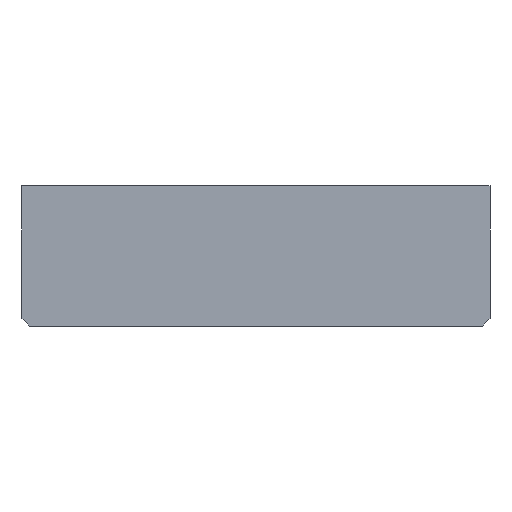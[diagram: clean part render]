
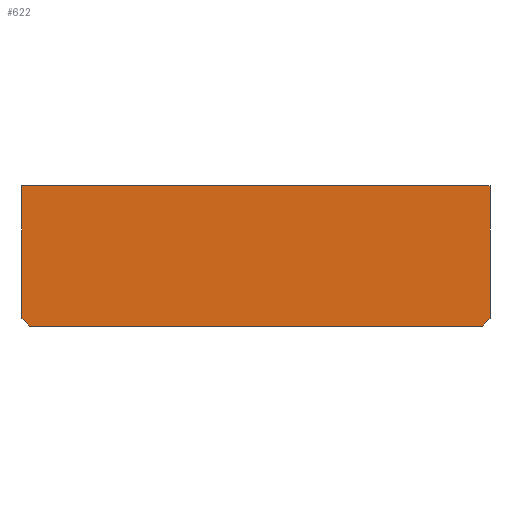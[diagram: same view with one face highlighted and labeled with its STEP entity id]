
A CAD part, front view. The second image highlights one B-rep face of the part: STEP entity #622.
In plain terms, the highlighted planar face has unit normal (0, -1, 0).
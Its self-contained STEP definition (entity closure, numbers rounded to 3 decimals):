
#40 = VERTEX_POINT('',#41);
#41 = CARTESIAN_POINT('',(14.514,84.615,-9.));
#47 = EDGE_CURVE('',#48,#40,#50,.T.);
#48 = VERTEX_POINT('',#49);
#49 = CARTESIAN_POINT('',(-14.486,84.615,-9.));
#50 = LINE('',#51,#52);
#51 = CARTESIAN_POINT('',(-14.986,84.615,-9.));
#52 = VECTOR('',#53,1.);
#53 = DIRECTION('',(1.,0.,0.));
#561 = EDGE_CURVE('',#562,#40,#564,.T.);
#562 = VERTEX_POINT('',#563);
#563 = CARTESIAN_POINT('',(15.014,84.615,-8.5));
#564 = LINE('',#565,#566);
#565 = CARTESIAN_POINT('',(9.514,84.615,-14.));
#566 = VECTOR('',#567,1.);
#567 = DIRECTION('',(-0.707,-0.,-0.707));
#622 = ADVANCED_FACE('',(#623),#657,.T.);
#623 = FACE_BOUND('',#624,.T.);
#624 = EDGE_LOOP('',(#625,#635,#641,#642,#643,#651));
#625 = ORIENTED_EDGE('',*,*,#626,.T.);
#626 = EDGE_CURVE('',#627,#629,#631,.T.);
#627 = VERTEX_POINT('',#628);
#628 = CARTESIAN_POINT('',(-14.986,84.615,0.));
#629 = VERTEX_POINT('',#630);
#630 = CARTESIAN_POINT('',(-14.986,84.615,-8.5));
#631 = LINE('',#632,#633);
#632 = CARTESIAN_POINT('',(-14.986,84.615,0.));
#633 = VECTOR('',#634,1.);
#634 = DIRECTION('',(-0.,-0.,-1.));
#635 = ORIENTED_EDGE('',*,*,#636,.T.);
#636 = EDGE_CURVE('',#629,#48,#637,.T.);
#637 = LINE('',#638,#639);
#638 = CARTESIAN_POINT('',(-16.986,84.615,-6.5));
#639 = VECTOR('',#640,1.);
#640 = DIRECTION('',(0.707,0.,-0.707));
#641 = ORIENTED_EDGE('',*,*,#47,.T.);
#642 = ORIENTED_EDGE('',*,*,#561,.F.);
#643 = ORIENTED_EDGE('',*,*,#644,.F.);
#644 = EDGE_CURVE('',#645,#562,#647,.T.);
#645 = VERTEX_POINT('',#646);
#646 = CARTESIAN_POINT('',(15.014,84.615,0.));
#647 = LINE('',#648,#649);
#648 = CARTESIAN_POINT('',(15.014,84.615,0.));
#649 = VECTOR('',#650,1.);
#650 = DIRECTION('',(-0.,-0.,-1.));
#651 = ORIENTED_EDGE('',*,*,#652,.F.);
#652 = EDGE_CURVE('',#627,#645,#653,.T.);
#653 = LINE('',#654,#655);
#654 = CARTESIAN_POINT('',(-14.986,84.615,0.));
#655 = VECTOR('',#656,1.);
#656 = DIRECTION('',(1.,0.,0.));
#657 = PLANE('',#658);
#658 = AXIS2_PLACEMENT_3D('',#659,#660,#661);
#659 = CARTESIAN_POINT('',(-14.986,84.615,0.));
#660 = DIRECTION('',(0.,-1.,0.));
#661 = DIRECTION('',(1.,0.,0.));
